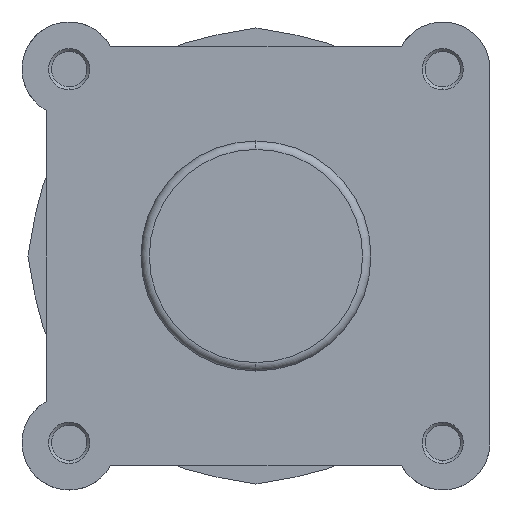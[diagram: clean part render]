
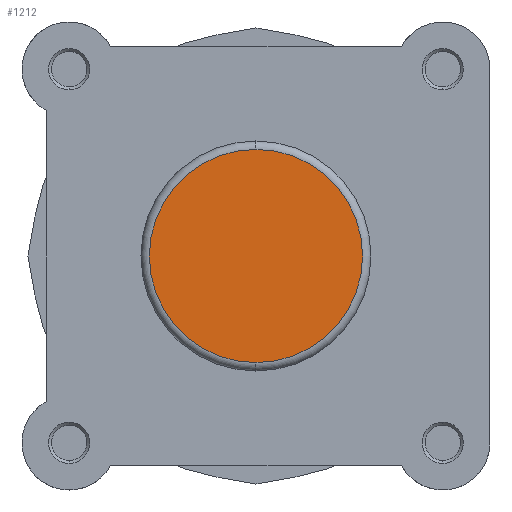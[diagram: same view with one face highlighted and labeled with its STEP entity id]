
A CAD part, left-side view. The second image highlights one B-rep face of the part: STEP entity #1212.
In plain terms, the highlighted planar face has unit normal (-1, 0, 0).
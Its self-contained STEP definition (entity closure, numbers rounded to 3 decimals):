
#126 = EDGE_LOOP ( 'NONE', ( #5349, #5350 ) ) ;
#604 = FACE_OUTER_BOUND ( 'NONE', #126, .T. ) ;
#1212 = ADVANCED_FACE ( 'NONE', ( #604 ), #5710, .F. ) ;
#2000 = CARTESIAN_POINT ( 'NONE',  ( 0., 0., -25.4 ) ) ;
#2137 = CARTESIAN_POINT ( 'NONE',  ( 0., 0., 25.4 ) ) ;
#2456 = CARTESIAN_POINT ( 'NONE',  ( 0., 0., 0. ) ) ;
#2457 = DIRECTION ( 'NONE',  ( -1., 0., 0. ) ) ;
#2458 = DIRECTION ( 'NONE',  ( 0., 0., -1. ) ) ;
#2752 = CIRCLE ( 'NONE', #3763, 25.4 ) ;
#3037 = CIRCLE ( 'NONE', #3866, 25.4 ) ;
#3371 = VERTEX_POINT ( 'NONE', #2000 ) ;
#3463 = AXIS2_PLACEMENT_3D ( 'NONE', #5908, #5713, #5940 ) ;
#3763 = AXIS2_PLACEMENT_3D ( 'NONE', #2456, #2457, #2458 ) ;
#3866 = AXIS2_PLACEMENT_3D ( 'NONE', #4962, #4968, #4969 ) ;
#4043 = VERTEX_POINT ( 'NONE', #2137 ) ;
#4250 = EDGE_CURVE ( 'NONE', #3371, #4043, #2752, .T. ) ;
#4447 = EDGE_CURVE ( 'NONE', #4043, #3371, #3037, .T. ) ;
#4962 = CARTESIAN_POINT ( 'NONE',  ( 0., 0., 0. ) ) ;
#4968 = DIRECTION ( 'NONE',  ( -1., 0., 0. ) ) ;
#4969 = DIRECTION ( 'NONE',  ( 0., 0., -1. ) ) ;
#5349 = ORIENTED_EDGE ( 'NONE', *, *, #4250, .T. ) ;
#5350 = ORIENTED_EDGE ( 'NONE', *, *, #4447, .T. ) ;
#5710 = PLANE ( 'NONE',  #3463 ) ;
#5713 = DIRECTION ( 'NONE',  ( 1., 0., 0. ) ) ;
#5908 = CARTESIAN_POINT ( 'NONE',  ( 0., 0., 0. ) ) ;
#5940 = DIRECTION ( 'NONE',  ( 0., 0., -1. ) ) ;
